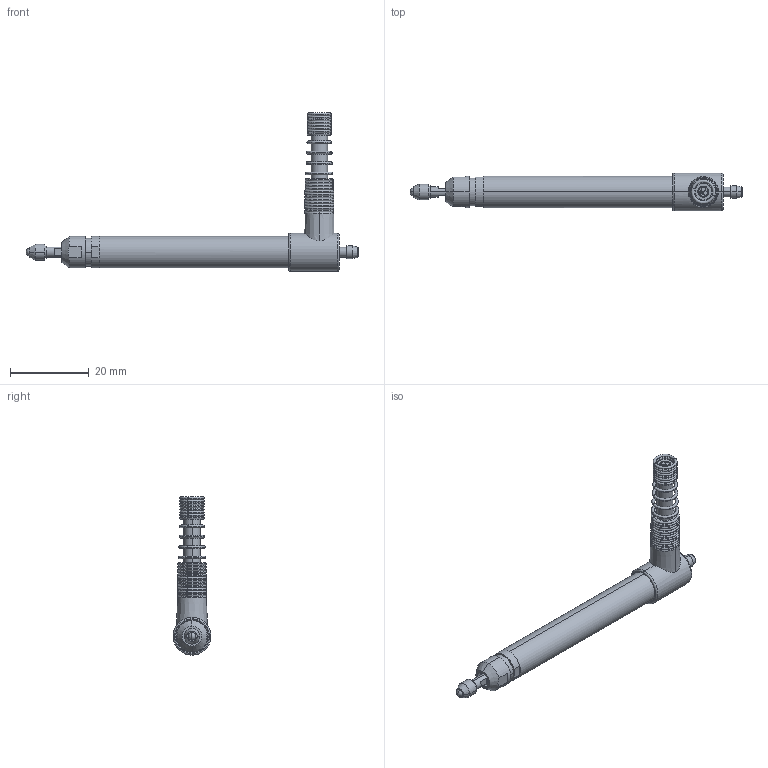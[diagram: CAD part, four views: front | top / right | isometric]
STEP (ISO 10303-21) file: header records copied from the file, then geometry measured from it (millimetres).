
FILE_DESCRIPTION (( 'STEP AP214' ), '1' );
FILE_NAME ('DP-S4VAL.STEP', '2025-11-07T05:02:51', ( 'User' ), ( 'user' ), 'SwSTEP 2.0', 'SolidWorks 2020', '' );
FILE_SCHEMA (( 'AUTOMOTIVE_DESIGN' ));
Length unit declared in the file: millimetre
Products named in the file (1): DP-S4VAL
Bounding box: 84.1 x 9.6 x 40.1 mm (x, y, z)
Surface area: 4167.2 mm2 (no closed solid volume)
Topology: 0 solids, 41 shells, 204 faces, 510 edges, 323 vertices
Faces by surface type: torus 112, cylinder 48, plane 33, cone 8, sphere 2, bspline 1
Entity records: 9024 total; most frequent: CARTESIAN_POINT 1705, DIRECTION 1239, ORIENTED_EDGE 893, AXIS2_PLACEMENT_3D 564, EDGE_CURVE 508, CIRCLE 360, VERTEX_POINT 323, EDGE_LOOP 227
